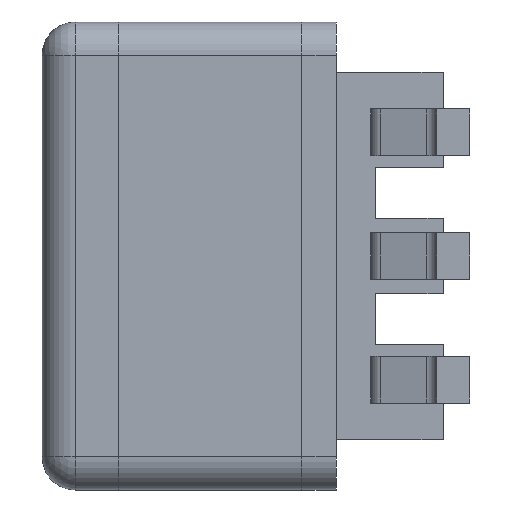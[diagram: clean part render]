
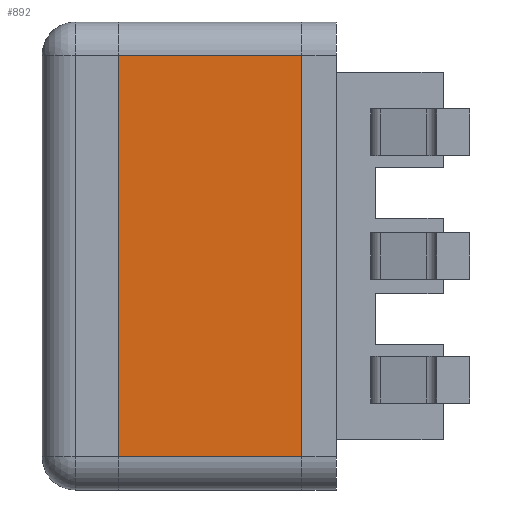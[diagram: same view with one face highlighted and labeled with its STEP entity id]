
A CAD part, left-side view. The second image highlights one B-rep face of the part: STEP entity #892.
In plain terms, the highlighted planar face has unit normal (-1, 0, 0).
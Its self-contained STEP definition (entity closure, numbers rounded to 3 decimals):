
#10 = DIRECTION ( 'NONE',  ( 0., 0., -1. ) ) ;
#23 = EDGE_LOOP ( 'NONE', ( #5423, #2460, #2927, #1611 ) ) ;
#62 = VECTOR ( 'NONE', #2454, 1000. ) ;
#63 = EDGE_CURVE ( 'NONE', #787, #4753, #5286, .T. ) ;
#257 = LINE ( 'NONE', #4541, #4631 ) ;
#787 = VERTEX_POINT ( 'NONE', #3255 ) ;
#850 = VECTOR ( 'NONE', #2325, 1000. ) ;
#892 = ADVANCED_FACE ( 'NONE', ( #4692 ), #5074, .F. ) ;
#928 = DIRECTION ( 'NONE',  ( 0., -1., 0. ) ) ;
#999 = CARTESIAN_POINT ( 'NONE',  ( -3.5, 3.253, 3. ) ) ;
#1611 = ORIENTED_EDGE ( 'NONE', *, *, #5466, .T. ) ;
#1767 = CARTESIAN_POINT ( 'NONE',  ( -3.5, 0.514, -3. ) ) ;
#1871 = CARTESIAN_POINT ( 'NONE',  ( -3.5, 0.514, -3.5 ) ) ;
#2069 = DIRECTION ( 'NONE',  ( 0., 1., 0. ) ) ;
#2325 = DIRECTION ( 'NONE',  ( 0., 0., 1. ) ) ;
#2454 = DIRECTION ( 'NONE',  ( 0., 0., -1. ) ) ;
#2460 = ORIENTED_EDGE ( 'NONE', *, *, #63, .T. ) ;
#2521 = DIRECTION ( 'NONE',  ( 1., 0., 0. ) ) ;
#2542 = CARTESIAN_POINT ( 'NONE',  ( -3.5, 4.4, -3.5 ) ) ;
#2927 = ORIENTED_EDGE ( 'NONE', *, *, #4903, .T. ) ;
#3007 = VERTEX_POINT ( 'NONE', #999 ) ;
#3027 = VECTOR ( 'NONE', #928, 1000. ) ;
#3255 = CARTESIAN_POINT ( 'NONE',  ( -3.5, 3.253, -3. ) ) ;
#4006 = EDGE_CURVE ( 'NONE', #3007, #787, #5495, .T. ) ;
#4498 = AXIS2_PLACEMENT_3D ( 'NONE', #2542, #2521, #10 ) ;
#4541 = CARTESIAN_POINT ( 'NONE',  ( -3.5, 4.4, 3. ) ) ;
#4594 = VERTEX_POINT ( 'NONE', #5455 ) ;
#4631 = VECTOR ( 'NONE', #2069, 1000. ) ;
#4692 = FACE_OUTER_BOUND ( 'NONE', #23, .T. ) ;
#4723 = CARTESIAN_POINT ( 'NONE',  ( -3.5, 4.4, -3. ) ) ;
#4753 = VERTEX_POINT ( 'NONE', #1767 ) ;
#4835 = LINE ( 'NONE', #1871, #850 ) ;
#4903 = EDGE_CURVE ( 'NONE', #4753, #4594, #4835, .T. ) ;
#5074 = PLANE ( 'NONE',  #4498 ) ;
#5286 = LINE ( 'NONE', #4723, #3027 ) ;
#5398 = CARTESIAN_POINT ( 'NONE',  ( -3.5, 3.253, -3.5 ) ) ;
#5423 = ORIENTED_EDGE ( 'NONE', *, *, #4006, .T. ) ;
#5455 = CARTESIAN_POINT ( 'NONE',  ( -3.5, 0.514, 3. ) ) ;
#5466 = EDGE_CURVE ( 'NONE', #4594, #3007, #257, .T. ) ;
#5495 = LINE ( 'NONE', #5398, #62 ) ;
